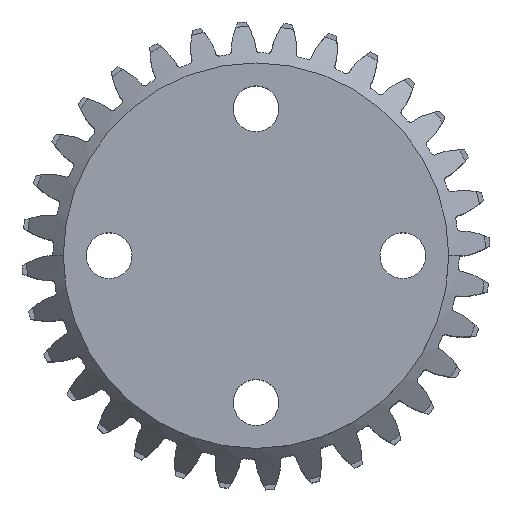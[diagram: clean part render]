
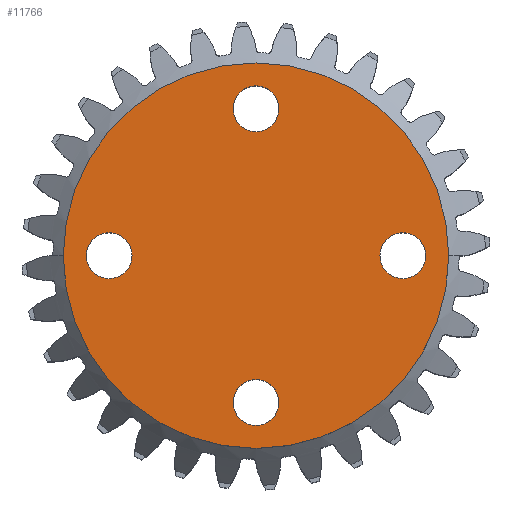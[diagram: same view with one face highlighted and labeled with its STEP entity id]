
A CAD part, top view. The second image highlights one B-rep face of the part: STEP entity #11766.
In plain terms, the highlighted planar face has unit normal (0, 0, 1).
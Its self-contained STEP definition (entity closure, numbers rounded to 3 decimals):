
#246 = EDGE_CURVE ( 'NONE', #6409, #1316, #2587, .T. ) ;
#506 = EDGE_LOOP ( 'NONE', ( #9683, #12265 ) ) ;
#548 = CARTESIAN_POINT ( 'NONE',  ( 1.25, -8., 16. ) ) ;
#641 = AXIS2_PLACEMENT_3D ( 'NONE', #8652, #13912, #4200 ) ;
#706 = DIRECTION ( 'NONE',  ( 1., 0., 0. ) ) ;
#735 = ORIENTED_EDGE ( 'NONE', *, *, #246, .F. ) ;
#875 = AXIS2_PLACEMENT_3D ( 'NONE', #3023, #4225, #1006 ) ;
#1006 = DIRECTION ( 'NONE',  ( 1., 0., 0. ) ) ;
#1179 = CARTESIAN_POINT ( 'NONE',  ( -8., 0., 16. ) ) ;
#1316 = VERTEX_POINT ( 'NONE', #6695 ) ;
#1364 = CIRCLE ( 'NONE', #2274, 10.5 ) ;
#1531 = CARTESIAN_POINT ( 'NONE',  ( 6.75, 0., 16. ) ) ;
#1907 = VERTEX_POINT ( 'NONE', #12417 ) ;
#1912 = VERTEX_POINT ( 'NONE', #548 ) ;
#2003 = EDGE_CURVE ( 'NONE', #1912, #13843, #9163, .T. ) ;
#2096 = DIRECTION ( 'NONE',  ( 0., 0., 1. ) ) ;
#2102 = ORIENTED_EDGE ( 'NONE', *, *, #9436, .F. ) ;
#2274 = AXIS2_PLACEMENT_3D ( 'NONE', #3917, #8312, #706 ) ;
#2365 = ORIENTED_EDGE ( 'NONE', *, *, #2916, .F. ) ;
#2377 = DIRECTION ( 'NONE',  ( 1., 0., 0. ) ) ;
#2396 = CARTESIAN_POINT ( 'NONE',  ( 0., 8., 16. ) ) ;
#2399 = DIRECTION ( 'NONE',  ( 1., 0., 0. ) ) ;
#2587 = CIRCLE ( 'NONE', #3951, 1.25 ) ;
#2914 = DIRECTION ( 'NONE',  ( 1., 0., 0. ) ) ;
#2916 = EDGE_CURVE ( 'NONE', #13360, #7860, #4864, .T. ) ;
#3023 = CARTESIAN_POINT ( 'NONE',  ( 8., 0., 16. ) ) ;
#3073 = AXIS2_PLACEMENT_3D ( 'NONE', #11640, #10499, #2914 ) ;
#3853 = EDGE_LOOP ( 'NONE', ( #735, #10125 ) ) ;
#3917 = CARTESIAN_POINT ( 'NONE',  ( 0., 0., 16. ) ) ;
#3951 = AXIS2_PLACEMENT_3D ( 'NONE', #5508, #2096, #6435 ) ;
#4119 = CIRCLE ( 'NONE', #12267, 10.5 ) ;
#4200 = DIRECTION ( 'NONE',  ( 1., 0., 0. ) ) ;
#4225 = DIRECTION ( 'NONE',  ( 0., 0., 1. ) ) ;
#4333 = FACE_BOUND ( 'NONE', #9665, .T. ) ;
#4396 = FACE_BOUND ( 'NONE', #9974, .T. ) ;
#4697 = ORIENTED_EDGE ( 'NONE', *, *, #5443, .F. ) ;
#4713 = CIRCLE ( 'NONE', #12648, 1.25 ) ;
#4864 = CIRCLE ( 'NONE', #13699, 1.25 ) ;
#5191 = EDGE_CURVE ( 'NONE', #1316, #6409, #6259, .T. ) ;
#5288 = ORIENTED_EDGE ( 'NONE', *, *, #2003, .F. ) ;
#5443 = EDGE_CURVE ( 'NONE', #11712, #1907, #11239, .T. ) ;
#5508 = CARTESIAN_POINT ( 'NONE',  ( -8., 0., 16. ) ) ;
#5600 = DIRECTION ( 'NONE',  ( 1., 0., 0. ) ) ;
#5794 = DIRECTION ( 'NONE',  ( 0., 0., 1. ) ) ;
#5820 = DIRECTION ( 'NONE',  ( 0., 0., 1. ) ) ;
#5826 = CARTESIAN_POINT ( 'NONE',  ( -9.25, 0., 16. ) ) ;
#6195 = ORIENTED_EDGE ( 'NONE', *, *, #12801, .F. ) ;
#6259 = CIRCLE ( 'NONE', #7829, 1.25 ) ;
#6409 = VERTEX_POINT ( 'NONE', #5826 ) ;
#6435 = DIRECTION ( 'NONE',  ( 1., 0., 0. ) ) ;
#6587 = CIRCLE ( 'NONE', #11808, 1.25 ) ;
#6666 = CARTESIAN_POINT ( 'NONE',  ( 0., -8., 16. ) ) ;
#6695 = CARTESIAN_POINT ( 'NONE',  ( -6.75, 0., 16. ) ) ;
#6928 = VERTEX_POINT ( 'NONE', #8226 ) ;
#6959 = CARTESIAN_POINT ( 'NONE',  ( -1.25, -8., 16. ) ) ;
#6992 = CIRCLE ( 'NONE', #875, 1.25 ) ;
#7789 = DIRECTION ( 'NONE',  ( 0., 0., 1. ) ) ;
#7829 = AXIS2_PLACEMENT_3D ( 'NONE', #1179, #7789, #2399 ) ;
#7860 = VERTEX_POINT ( 'NONE', #1531 ) ;
#8226 = CARTESIAN_POINT ( 'NONE',  ( -10.5, 0., 16. ) ) ;
#8312 = DIRECTION ( 'NONE',  ( 0., 0., 1. ) ) ;
#8508 = DIRECTION ( 'NONE',  ( 0., 0., 1. ) ) ;
#8523 = FACE_BOUND ( 'NONE', #13858, .T. ) ;
#8574 = DIRECTION ( 'NONE',  ( 1., 0., 0. ) ) ;
#8652 = CARTESIAN_POINT ( 'NONE',  ( 11.146, 1.529, 16. ) ) ;
#8703 = EDGE_CURVE ( 'NONE', #1907, #11712, #4713, .T. ) ;
#8719 = FACE_OUTER_BOUND ( 'NONE', #506, .T. ) ;
#9163 = CIRCLE ( 'NONE', #3073, 1.25 ) ;
#9436 = EDGE_CURVE ( 'NONE', #7860, #13360, #6992, .T. ) ;
#9442 = DIRECTION ( 'NONE',  ( 1., 0., 0. ) ) ;
#9579 = FACE_BOUND ( 'NONE', #3853, .T. ) ;
#9583 = DIRECTION ( 'NONE',  ( 0., 0., 1. ) ) ;
#9665 = EDGE_LOOP ( 'NONE', ( #2102, #2365 ) ) ;
#9683 = ORIENTED_EDGE ( 'NONE', *, *, #12665, .T. ) ;
#9974 = EDGE_LOOP ( 'NONE', ( #6195, #5288 ) ) ;
#10066 = DIRECTION ( 'NONE',  ( 0., 0., 1. ) ) ;
#10120 = CARTESIAN_POINT ( 'NONE',  ( 8., 0., 16. ) ) ;
#10125 = ORIENTED_EDGE ( 'NONE', *, *, #5191, .F. ) ;
#10499 = DIRECTION ( 'NONE',  ( 0., 0., 1. ) ) ;
#10667 = CARTESIAN_POINT ( 'NONE',  ( 0., 8., 16. ) ) ;
#10823 = VERTEX_POINT ( 'NONE', #11698 ) ;
#11239 = CIRCLE ( 'NONE', #13042, 1.25 ) ;
#11616 = CARTESIAN_POINT ( 'NONE',  ( 9.25, 0., 16. ) ) ;
#11640 = CARTESIAN_POINT ( 'NONE',  ( 0., -8., 16. ) ) ;
#11698 = CARTESIAN_POINT ( 'NONE',  ( 10.5, 0., 16. ) ) ;
#11712 = VERTEX_POINT ( 'NONE', #13844 ) ;
#11766 = ADVANCED_FACE ( 'NONE', ( #4396, #9579, #8523, #4333, #8719 ), #11993, .T. ) ;
#11808 = AXIS2_PLACEMENT_3D ( 'NONE', #6666, #5820, #13184 ) ;
#11843 = CARTESIAN_POINT ( 'NONE',  ( 0., 0., 16. ) ) ;
#11993 = PLANE ( 'NONE',  #641 ) ;
#12265 = ORIENTED_EDGE ( 'NONE', *, *, #13009, .T. ) ;
#12267 = AXIS2_PLACEMENT_3D ( 'NONE', #11843, #8508, #8574 ) ;
#12417 = CARTESIAN_POINT ( 'NONE',  ( 1.25, 8., 16. ) ) ;
#12648 = AXIS2_PLACEMENT_3D ( 'NONE', #10667, #9583, #9442 ) ;
#12665 = EDGE_CURVE ( 'NONE', #10823, #6928, #1364, .T. ) ;
#12801 = EDGE_CURVE ( 'NONE', #13843, #1912, #6587, .T. ) ;
#13009 = EDGE_CURVE ( 'NONE', #6928, #10823, #4119, .T. ) ;
#13042 = AXIS2_PLACEMENT_3D ( 'NONE', #2396, #10066, #5600 ) ;
#13184 = DIRECTION ( 'NONE',  ( 1., 0., 0. ) ) ;
#13360 = VERTEX_POINT ( 'NONE', #11616 ) ;
#13649 = ORIENTED_EDGE ( 'NONE', *, *, #8703, .F. ) ;
#13699 = AXIS2_PLACEMENT_3D ( 'NONE', #10120, #5794, #2377 ) ;
#13843 = VERTEX_POINT ( 'NONE', #6959 ) ;
#13844 = CARTESIAN_POINT ( 'NONE',  ( -1.25, 8., 16. ) ) ;
#13858 = EDGE_LOOP ( 'NONE', ( #4697, #13649 ) ) ;
#13912 = DIRECTION ( 'NONE',  ( 0., 0., 1. ) ) ;
